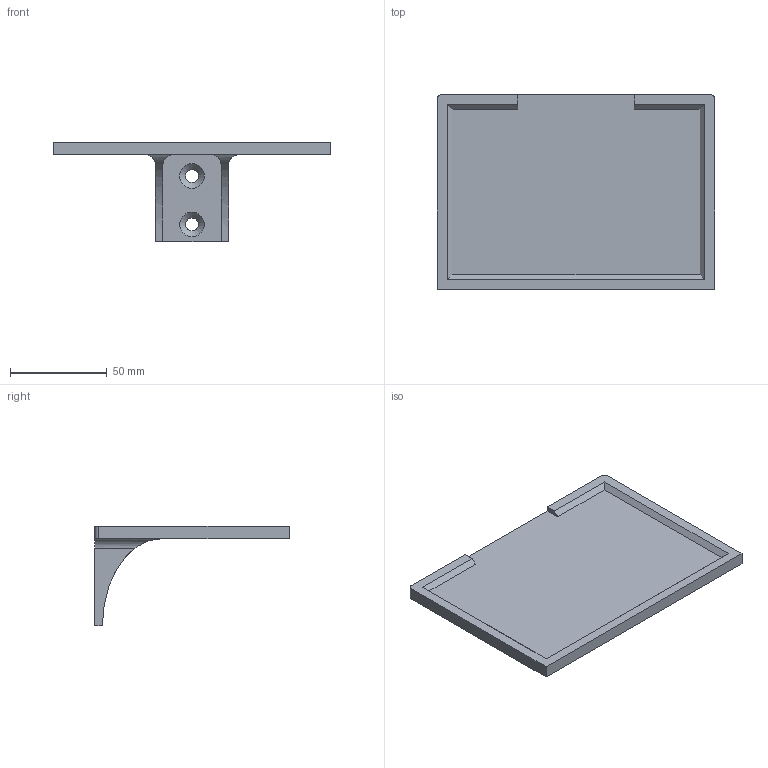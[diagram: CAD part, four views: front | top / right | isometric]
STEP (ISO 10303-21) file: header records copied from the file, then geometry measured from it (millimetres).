
FILE_DESCRIPTION(/* description */ ('','CAx-IF Rec.Pracs.---Representation and Presentation of Product Manufacturing Information (PMI)---4.0---2014-10-13'),/* implementation_level */ '2;1');
FILE_NAME(/* name */ 'well_plate_tray v11.step',/* time_stamp */ '2025-02-20T13:42:31-05:00',/* author */ (''),/* organization */ (''),/* preprocessor_version */ 'ST-DEVELOPER v20',/* originating_system */ 'Autodesk Translation Framework v13.20.0.188',/* authorisation */ '');
FILE_SCHEMA (('AP242_MANAGED_MODEL_BASED_3D_ENGINEERING_MIM_LF { 1 0 10303 442 1 1 4 }'));
Length unit declared in the file: millimetre
Products named in the file (1): well_plate_tray
Bounding box: 143 x 100.5 x 51.5 mm (x, y, z)
Volume: 73044.6 mm3; surface area: 36782.1 mm2
Topology: 1 solids, 1 shells, 32 faces, 86 edges, 56 vertices
Faces by surface type: plane 20, cylinder 8, bspline 2, cone 2
Full cylindrical faces by diameter (mm): 6.6 x2
Entity records: 1074 total; most frequent: CARTESIAN_POINT 221, ORIENTED_EDGE 172, DIRECTION 162, EDGE_CURVE 86, LINE 64, VECTOR 64, VERTEX_POINT 56, AXIS2_PLACEMENT_3D 49
